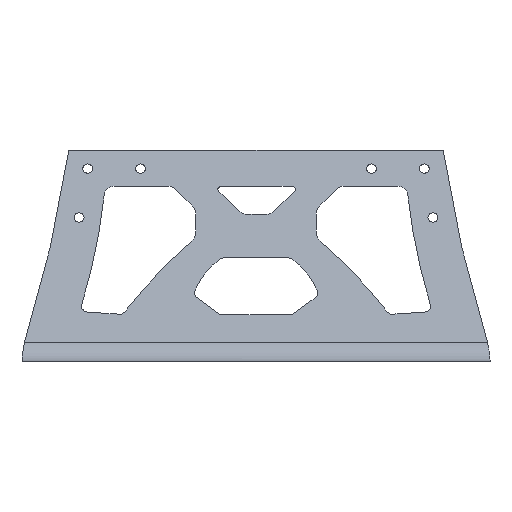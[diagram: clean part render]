
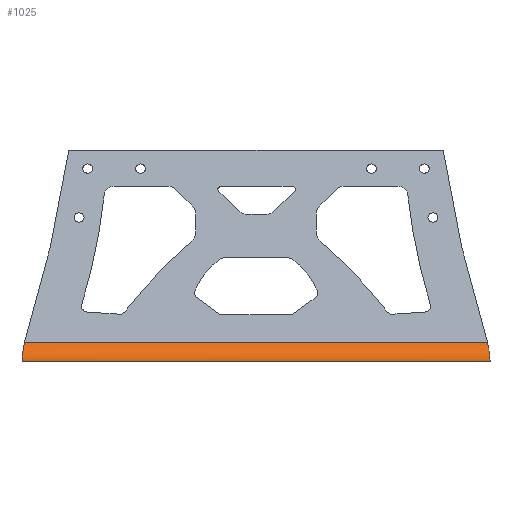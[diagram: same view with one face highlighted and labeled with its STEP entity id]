
A CAD part, left-side view. The second image highlights one B-rep face of the part: STEP entity #1025.
In plain terms, the highlighted cylindrical face has radius 9 mm (diameter 18 mm), a partial arc.
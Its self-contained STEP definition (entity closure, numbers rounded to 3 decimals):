
#12=CYLINDRICAL_SURFACE('',#1152,9.);
#158=CIRCLE('',#1153,9.);
#159=CIRCLE('',#1154,9.);
#180=FACE_OUTER_BOUND('',#223,.T.);
#223=EDGE_LOOP('',(#973,#974,#975,#976,#977,#978,#979,#980));
#258=LINE('',#1700,#332);
#277=LINE('',#1812,#351);
#332=VECTOR('',#1324,10.);
#351=VECTOR('',#1413,10.);
#381=B_SPLINE_CURVE_WITH_KNOTS('',3,(#1868,#1869,#1870,#1871),
 .UNSPECIFIED.,.F.,.F.,(4,4),(0.,0.279),.UNSPECIFIED.);
#382=B_SPLINE_CURVE_WITH_KNOTS('',3,(#1872,#1873,#1874,#1875),
 .UNSPECIFIED.,.F.,.F.,(4,4),(0.,0.003),.UNSPECIFIED.);
#383=B_SPLINE_CURVE_WITH_KNOTS('',3,(#1877,#1878,#1879,#1880),
 .UNSPECIFIED.,.F.,.F.,(4,4),(0.145,0.147),
 .UNSPECIFIED.);
#384=B_SPLINE_CURVE_WITH_KNOTS('',3,(#1882,#1883,#1884,#1885),
 .UNSPECIFIED.,.F.,.F.,(4,4),(0.,0.279),.UNSPECIFIED.);
#476=VERTEX_POINT('',#1694);
#477=VERTEX_POINT('',#1699);
#530=VERTEX_POINT('',#1810);
#531=VERTEX_POINT('',#1811);
#557=VERTEX_POINT('',#1865);
#558=VERTEX_POINT('',#1867);
#559=VERTEX_POINT('',#1876);
#560=VERTEX_POINT('',#1881);
#681=EDGE_CURVE('',#477,#476,#258,.T.);
#735=EDGE_CURVE('',#530,#531,#277,.T.);
#762=EDGE_CURVE('',#530,#557,#158,.T.);
#763=EDGE_CURVE('',#558,#557,#381,.T.);
#764=EDGE_CURVE('',#558,#477,#382,.T.);
#765=EDGE_CURVE('',#476,#559,#383,.T.);
#766=EDGE_CURVE('',#560,#559,#384,.T.);
#767=EDGE_CURVE('',#531,#560,#159,.T.);
#973=ORIENTED_EDGE('',*,*,#735,.F.);
#974=ORIENTED_EDGE('',*,*,#762,.T.);
#975=ORIENTED_EDGE('',*,*,#763,.F.);
#976=ORIENTED_EDGE('',*,*,#764,.T.);
#977=ORIENTED_EDGE('',*,*,#681,.T.);
#978=ORIENTED_EDGE('',*,*,#765,.T.);
#979=ORIENTED_EDGE('',*,*,#766,.F.);
#980=ORIENTED_EDGE('',*,*,#767,.F.);
#1025=ADVANCED_FACE('',(#180),#12,.T.);
#1152=AXIS2_PLACEMENT_3D('',#1864,#1454,#1455);
#1153=AXIS2_PLACEMENT_3D('',#1866,#1456,#1457);
#1154=AXIS2_PLACEMENT_3D('',#1886,#1458,#1459);
#1324=DIRECTION('',(0.,-1.,0.));
#1413=DIRECTION('',(0.,-1.,0.));
#1454=DIRECTION('center_axis',(0.,1.,0.));
#1455=DIRECTION('ref_axis',(0.94,0.,-0.342));
#1456=DIRECTION('center_axis',(0.,-1.,0.));
#1457=DIRECTION('ref_axis',(0.,0.,-1.));
#1458=DIRECTION('center_axis',(0.,-1.,0.));
#1459=DIRECTION('ref_axis',(0.,0.,-1.));
#1694=CARTESIAN_POINT('',(-73.655,-70.208,-49.129));
#1699=CARTESIAN_POINT('',(-73.655,70.208,-49.129));
#1700=CARTESIAN_POINT('',(-73.655,0.,-49.129));
#1810=CARTESIAN_POINT('',(-82.112,70.925,-55.051));
#1811=CARTESIAN_POINT('',(-82.112,-70.925,-55.051));
#1812=CARTESIAN_POINT('',(-82.112,0.,-55.051));
#1864=CARTESIAN_POINT('Origin',(-82.112,0.,-46.051));
#1865=CARTESIAN_POINT('',(-79.315,70.925,-54.605));
#1866=CARTESIAN_POINT('Origin',(-82.112,70.925,-46.051));
#1867=CARTESIAN_POINT('',(-74.775,70.538,-51.263));
#1868=CARTESIAN_POINT('Ctrl Pts',(-74.775,70.538,-51.263));
#1869=CARTESIAN_POINT('Ctrl Pts',(-75.853,70.794,-52.781));
#1870=CARTESIAN_POINT('Ctrl Pts',(-77.474,70.925,-54.004));
#1871=CARTESIAN_POINT('Ctrl Pts',(-79.315,70.925,-54.605));
#1872=CARTESIAN_POINT('Ctrl Pts',(-74.775,70.538,-51.263));
#1873=CARTESIAN_POINT('Ctrl Pts',(-74.308,70.428,-50.606));
#1874=CARTESIAN_POINT('Ctrl Pts',(-73.931,70.317,-49.887));
#1875=CARTESIAN_POINT('Ctrl Pts',(-73.655,70.208,-49.129));
#1876=CARTESIAN_POINT('',(-74.775,-70.538,-51.263));
#1877=CARTESIAN_POINT('Ctrl Pts',(-73.655,-70.208,-49.129));
#1878=CARTESIAN_POINT('Ctrl Pts',(-73.931,-70.317,-49.887));
#1879=CARTESIAN_POINT('Ctrl Pts',(-74.308,-70.428,-50.606));
#1880=CARTESIAN_POINT('Ctrl Pts',(-74.775,-70.538,-51.263));
#1881=CARTESIAN_POINT('',(-79.315,-70.925,-54.605));
#1882=CARTESIAN_POINT('Ctrl Pts',(-79.315,-70.925,-54.605));
#1883=CARTESIAN_POINT('Ctrl Pts',(-77.474,-70.925,-54.004));
#1884=CARTESIAN_POINT('Ctrl Pts',(-75.853,-70.794,-52.781));
#1885=CARTESIAN_POINT('Ctrl Pts',(-74.775,-70.538,-51.263));
#1886=CARTESIAN_POINT('Origin',(-82.112,-70.925,-46.051));
